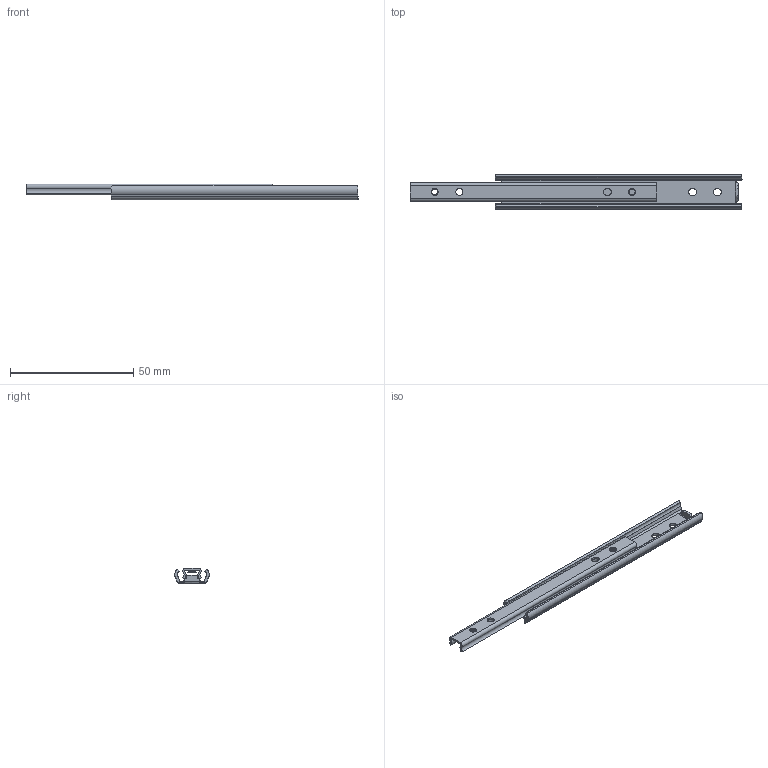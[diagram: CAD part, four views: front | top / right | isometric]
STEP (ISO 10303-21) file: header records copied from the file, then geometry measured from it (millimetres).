
FILE_DESCRIPTION (( 'STEP AP203' ), '1' );
FILE_NAME ('U1420-100.STEP', '2020-06-02T00:44:08', ( '' ), ( '' ), 'SwSTEP 2.0', 'SolidWorks 2019', '' );
FILE_SCHEMA (( 'CONFIG_CONTROL_DESIGN' ));
Length unit declared in the file: millimetre
Products named in the file (3): U1420-100; U1420-100 IM; U1420-70 OM
Assembly tree (2 placements, depth 2):
  U1420-100
    U1420-70 OM
    U1420-100 IM
Bounding box: 134.5 x 13.98 x 6.4 mm (x, y, z)
Volume: 3222.2 mm3; surface area: 7550.7 mm2
Topology: 2 solids, 2 shells, 165 faces, 465 edges, 306 vertices
Faces by surface type: cylinder 93, plane 56, torus 10, bspline 6
Entity records: 7610 total; most frequent: CARTESIAN_POINT 3155, ORIENTED_EDGE 930, DIRECTION 825, EDGE_CURVE 465, VERTEX_POINT 306, AXIS2_PLACEMENT_3D 304, VECTOR 217, LINE 217
